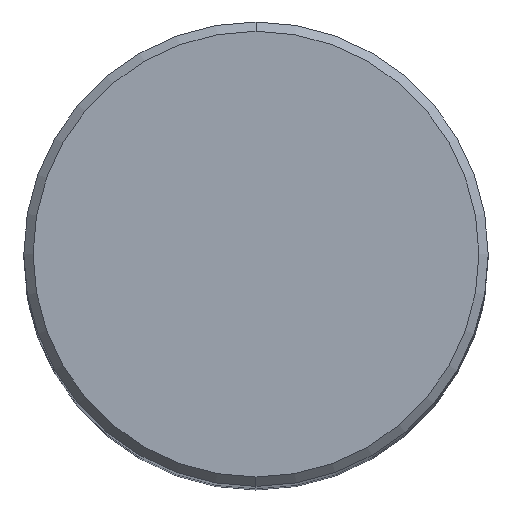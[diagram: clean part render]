
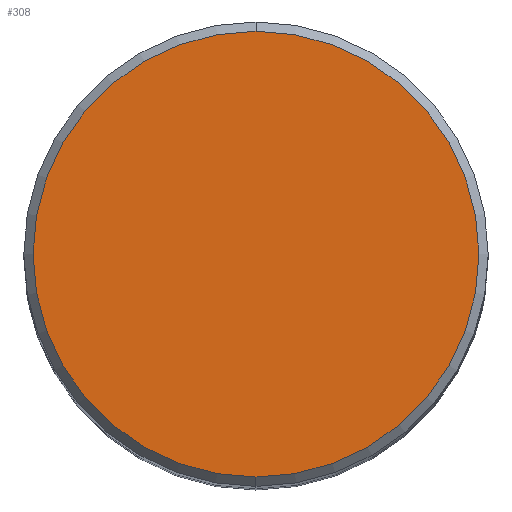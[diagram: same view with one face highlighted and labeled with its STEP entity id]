
A CAD part, top view. The second image highlights one B-rep face of the part: STEP entity #308.
In plain terms, the highlighted planar face has unit normal (0, 0, 1).
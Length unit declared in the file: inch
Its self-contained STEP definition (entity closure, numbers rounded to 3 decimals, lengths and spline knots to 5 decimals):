
#6 = EDGE_CURVE ( 'NONE', #122, #208, #295, .T. ) ;
#10 = DIRECTION ( 'NONE',  ( 0., 0., 1. ) ) ;
#40 = FACE_OUTER_BOUND ( 'NONE', #405, .T. ) ;
#56 = DIRECTION ( 'NONE',  ( 0., 0., 1. ) ) ;
#113 = ORIENTED_EDGE ( 'NONE', *, *, #255, .T. ) ;
#122 = VERTEX_POINT ( 'NONE', #187 ) ;
#136 = CARTESIAN_POINT ( 'NONE',  ( 0., -0.48, 0. ) ) ;
#144 = ORIENTED_EDGE ( 'NONE', *, *, #6, .T. ) ;
#164 = DIRECTION ( 'NONE',  ( 0., 1., 0. ) ) ;
#179 = DIRECTION ( 'NONE',  ( 0., -1., 0. ) ) ;
#187 = CARTESIAN_POINT ( 'NONE',  ( 0., 0.48, 0. ) ) ;
#199 = AXIS2_PLACEMENT_3D ( 'NONE', #256, #388, #164 ) ;
#208 = VERTEX_POINT ( 'NONE', #136 ) ;
#233 = CIRCLE ( 'NONE', #407, 0.48 ) ;
#240 = AXIS2_PLACEMENT_3D ( 'NONE', #314, #56, #179 ) ;
#255 = EDGE_CURVE ( 'NONE', #208, #122, #233, .T. ) ;
#256 = CARTESIAN_POINT ( 'NONE',  ( 0., 0.48, 0. ) ) ;
#295 = CIRCLE ( 'NONE', #240, 0.48 ) ;
#308 = ADVANCED_FACE ( 'NONE', ( #40 ), #391, .F. ) ;
#314 = CARTESIAN_POINT ( 'NONE',  ( 0., 0., 0. ) ) ;
#330 = DIRECTION ( 'NONE',  ( 0., -1., 0. ) ) ;
#333 = CARTESIAN_POINT ( 'NONE',  ( 0., 0., 0. ) ) ;
#388 = DIRECTION ( 'NONE',  ( 0., 0., -1. ) ) ;
#391 = PLANE ( 'NONE',  #199 ) ;
#405 = EDGE_LOOP ( 'NONE', ( #144, #113 ) ) ;
#407 = AXIS2_PLACEMENT_3D ( 'NONE', #333, #10, #330 ) ;
